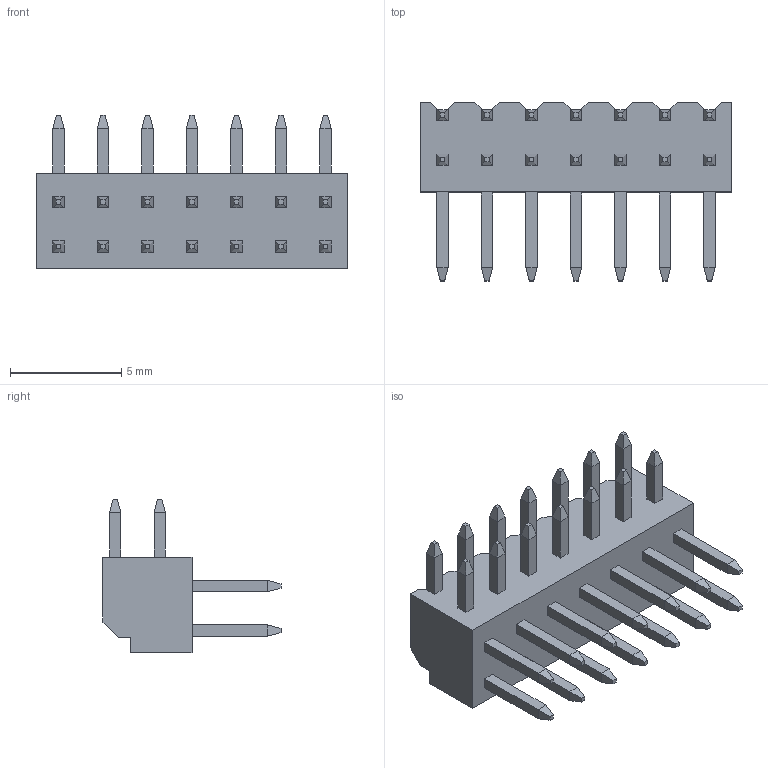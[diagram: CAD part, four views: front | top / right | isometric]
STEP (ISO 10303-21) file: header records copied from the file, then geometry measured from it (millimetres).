
FILE_DESCRIPTION((''),'2;1');
FILE_NAME('877601416','2017-06-09T',('ghp'),(''),'PRO/ENGINEER BY PARAMETRIC TECHNOLOGY CORPORATION, 2012310','PRO/ENGINEER BY PARAMETRIC TECHNOLOGY CORPORATION, 2012310','');
FILE_SCHEMA(('CONFIG_CONTROL_DESIGN'));
Length unit declared in the file: millimetre
Products named in the file (1): 877601416
Bounding box: 14 x 8 x 6.9 mm (x, y, z)
Volume: 241.5 mm3; surface area: 433 mm2
Topology: 1 solids, 1 shells, 317 faces, 784 edges, 490 vertices
Faces by surface type: plane 310, cylinder 7
Entity records: 9073 total; most frequent: CARTESIAN_POINT 1564, ORIENTED_EDGE 1512, DIRECTION 1462, EDGE_CURVE 756, VECTOR 742, LINE 742, VERTEX_POINT 462, AXIS2_PLACEMENT_3D 360
